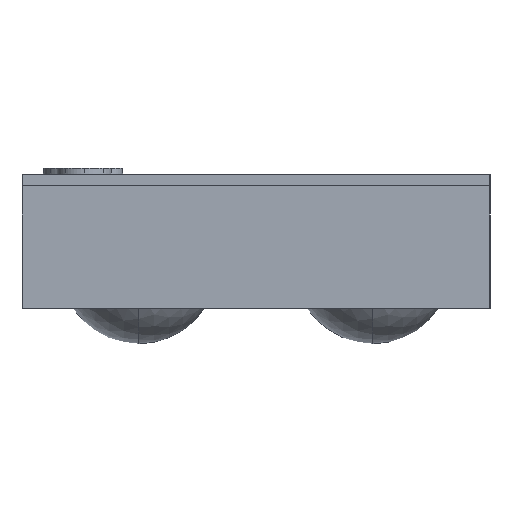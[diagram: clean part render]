
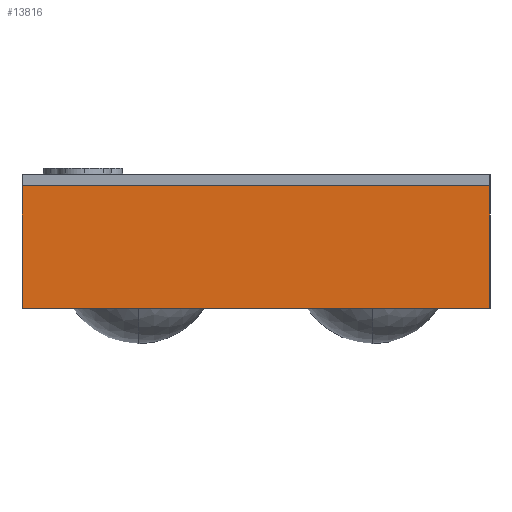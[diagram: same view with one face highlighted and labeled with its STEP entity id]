
A CAD part, left-side view. The second image highlights one B-rep face of the part: STEP entity #13816.
In plain terms, the highlighted planar face has unit normal (-1, 0, 0).
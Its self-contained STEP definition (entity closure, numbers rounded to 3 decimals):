
#238 = CARTESIAN_POINT ( 'NONE',  ( -0.6, 0.4, 0. ) ) ;
#738 = EDGE_CURVE ( 'NONE', #6266, #5753, #5794, .T. ) ;
#1134 = LINE ( 'NONE', #3468, #12978 ) ;
#1817 = DIRECTION ( 'NONE',  ( 0., 0., -1. ) ) ;
#1890 = FACE_OUTER_BOUND ( 'NONE', #12281, .T. ) ;
#2368 = DIRECTION ( 'NONE',  ( 0., 1., 0. ) ) ;
#2553 = CARTESIAN_POINT ( 'NONE',  ( -0.6, 0.4, -0.21 ) ) ;
#3468 = CARTESIAN_POINT ( 'NONE',  ( -0.6, -0.4, -0.21 ) ) ;
#4284 = VERTEX_POINT ( 'NONE', #2553 ) ;
#4430 = ORIENTED_EDGE ( 'NONE', *, *, #4850, .F. ) ;
#4540 = DIRECTION ( 'NONE',  ( 0., 0., 1. ) ) ;
#4613 = CARTESIAN_POINT ( 'NONE',  ( -0.6, 0.4, -0.21 ) ) ;
#4850 = EDGE_CURVE ( 'NONE', #4284, #5753, #11322, .T. ) ;
#5044 = LINE ( 'NONE', #10559, #11170 ) ;
#5094 = VERTEX_POINT ( 'NONE', #13146 ) ;
#5750 = EDGE_CURVE ( 'NONE', #5094, #6266, #5044, .T. ) ;
#5753 = VERTEX_POINT ( 'NONE', #238 ) ;
#5794 = LINE ( 'NONE', #13746, #5929 ) ;
#5929 = VECTOR ( 'NONE', #2368, 1000. ) ;
#6266 = VERTEX_POINT ( 'NONE', #6893 ) ;
#6618 = PLANE ( 'NONE',  #8211 ) ;
#6763 = DIRECTION ( 'NONE',  ( 0., 1., 0. ) ) ;
#6893 = CARTESIAN_POINT ( 'NONE',  ( -0.6, -0.4, 0. ) ) ;
#7071 = DIRECTION ( 'NONE',  ( 0., 0., 1. ) ) ;
#7218 = EDGE_CURVE ( 'NONE', #5094, #4284, #1134, .T. ) ;
#8211 = AXIS2_PLACEMENT_3D ( 'NONE', #12208, #10864, #1817 ) ;
#10559 = CARTESIAN_POINT ( 'NONE',  ( -0.6, -0.4, -0.21 ) ) ;
#10864 = DIRECTION ( 'NONE',  ( 1., 0., 0. ) ) ;
#11170 = VECTOR ( 'NONE', #7071, 1000. ) ;
#11322 = LINE ( 'NONE', #4613, #13164 ) ;
#12208 = CARTESIAN_POINT ( 'NONE',  ( -0.6, -0.4, -0.21 ) ) ;
#12281 = EDGE_LOOP ( 'NONE', ( #12432, #4430, #12474, #12760 ) ) ;
#12432 = ORIENTED_EDGE ( 'NONE', *, *, #738, .T. ) ;
#12474 = ORIENTED_EDGE ( 'NONE', *, *, #7218, .F. ) ;
#12760 = ORIENTED_EDGE ( 'NONE', *, *, #5750, .T. ) ;
#12978 = VECTOR ( 'NONE', #6763, 1000. ) ;
#13146 = CARTESIAN_POINT ( 'NONE',  ( -0.6, -0.4, -0.21 ) ) ;
#13164 = VECTOR ( 'NONE', #4540, 1000. ) ;
#13746 = CARTESIAN_POINT ( 'NONE',  ( -0.6, -0.4, 0. ) ) ;
#13816 = ADVANCED_FACE ( 'NONE', ( #1890 ), #6618, .F. ) ;
